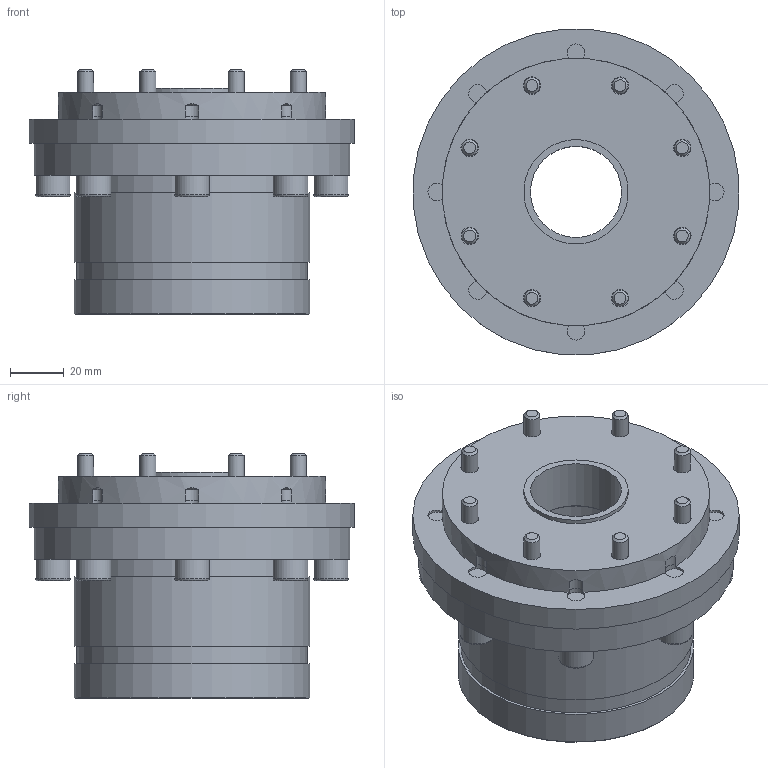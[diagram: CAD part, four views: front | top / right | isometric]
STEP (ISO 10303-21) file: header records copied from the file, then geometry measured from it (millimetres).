
FILE_DESCRIPTION(/* description */ ('Unknown'),/* implementation_level */ '2;1');
FILE_NAME(/* name */ 'HK25-4,5-TF312-3ZS-Dummy',/* time_stamp */ '2016-10-20T10:23:03+02:00',/* author */ ('Unknown'),/* organization */ ('Unknown'),/* preprocessor_version */ 'ST-DEVELOPER v16.7',/* originating_system */ 'DEX',/* authorisation */ $);
FILE_SCHEMA (('AUTOMOTIVE_DESIGN {1 0 10303 214 3 1 1}'));
Length unit declared in the file: millimetre
Products named in the file (5): HK25-4,5-TF312-3ZS-Dummy; HK20-4,5-TF312-ZFL-00; DIN912 M8x20; DIN912 M6x20 10,9
Assembly tree (18 placements, depth 2):
  HK25-4,5-TF312-3ZS-Dummy
    HK25-4,5-TF312-3ZS-Dummy
    HK20-4,5-TF312-ZFL-00
    DIN912 M8x20  x8
    DIN912 M6x20 10,9  x8
Bounding box: 121.54 x 121.54 x 91.5 mm (x, y, z)
Volume: 502040.5 mm3; surface area: 102270.4 mm2
Topology: 18 solids, 18 shells, 323 faces, 734 edges, 486 vertices
Faces by surface type: plane 179, cylinder 91, cone 37, torus 16
Full cylindrical faces by diameter (mm): 6 x8, 6.5 x8, 6.647 x16, 8 x8, 8.5 x8, 10 x8, 11 x8, 13 x8, 34 x1, 39 x1, 47 x1, 86 x2, 88 x2, 100 x1, 118 x2, 122 x1
Entity records: 4808 total; most frequent: CARTESIAN_POINT 1029, DIRECTION 638, ORIENTED_EDGE 436, AXIS2_PLACEMENT_3D 288, FACE_BOUND 263, EDGE_LOOP 262, EDGE_CURVE 218, VERTEX_POINT 183
